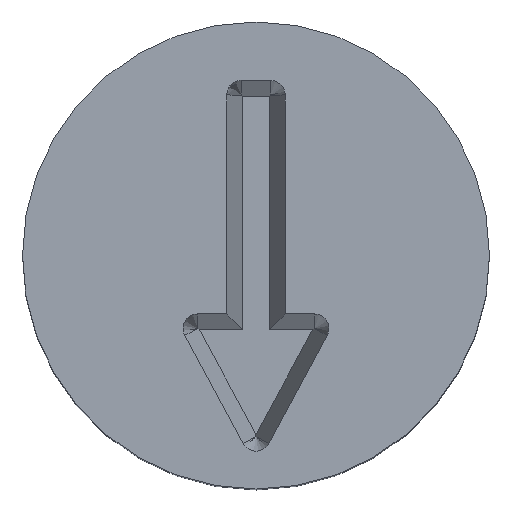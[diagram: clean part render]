
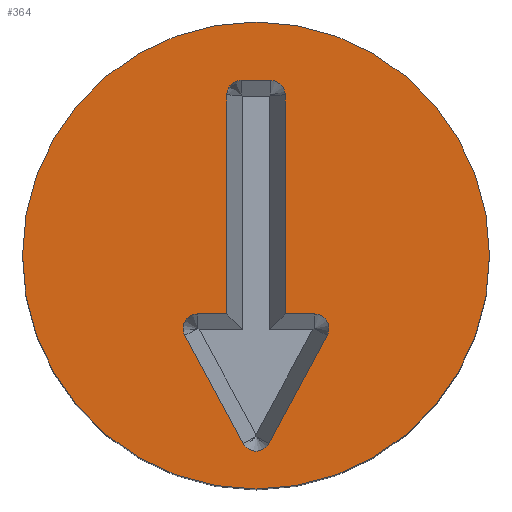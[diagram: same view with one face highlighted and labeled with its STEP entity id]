
A CAD part, top view. The second image highlights one B-rep face of the part: STEP entity #364.
In plain terms, the highlighted planar face has unit normal (0, 0, 1).
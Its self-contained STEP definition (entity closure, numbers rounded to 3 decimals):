
#16=FACE_BOUND('',#93,.T.);
#20=CIRCLE('',#391,0.05);
#21=CIRCLE('',#394,0.05);
#22=CIRCLE('',#397,0.05);
#23=CIRCLE('',#401,0.05);
#32=CIRCLE('',#419,0.8);
#49=PLANE('',#420);
#70=FACE_OUTER_BOUND('',#92,.T.);
#92=EDGE_LOOP('',(#330));
#93=EDGE_LOOP('',(#331,#332,#333,#334,#335,#336,#337,#338,#339,#340,#341,
#342));
#98=LINE('',#564,#132);
#102=LINE('',#572,#136);
#107=LINE('',#584,#141);
#112=LINE('',#596,#146);
#116=LINE('',#606,#150);
#120=LINE('',#614,#154);
#123=LINE('',#621,#157);
#132=VECTOR('',#429,10.);
#136=VECTOR('',#435,10.);
#141=VECTOR('',#446,10.);
#146=VECTOR('',#457,10.);
#150=VECTOR('',#467,10.);
#154=VECTOR('',#473,10.);
#157=VECTOR('',#482,10.);
#163=B_SPLINE_CURVE_WITH_KNOTS('',3,(#551,#552,#553,#554,#555),
 .UNSPECIFIED.,.F.,.F.,(4,1,4),(1.571,2.244,3.142),
 .UNSPECIFIED.);
#164=VERTEX_POINT('',#544);
#166=VERTEX_POINT('',#550);
#167=VERTEX_POINT('',#558);
#170=VERTEX_POINT('',#566);
#173=VERTEX_POINT('',#574);
#174=VERTEX_POINT('',#578);
#177=VERTEX_POINT('',#586);
#178=VERTEX_POINT('',#590);
#181=VERTEX_POINT('',#598);
#182=VERTEX_POINT('',#602);
#184=VERTEX_POINT('',#608);
#187=VERTEX_POINT('',#616);
#195=VERTEX_POINT('',#648);
#197=EDGE_CURVE('',#166,#164,#163,.T.);
#202=EDGE_CURVE('',#167,#166,#98,.T.);
#206=EDGE_CURVE('',#170,#167,#102,.T.);
#207=EDGE_CURVE('',#173,#170,#20,.T.);
#212=EDGE_CURVE('',#174,#173,#107,.T.);
#213=EDGE_CURVE('',#177,#174,#21,.T.);
#218=EDGE_CURVE('',#178,#177,#112,.T.);
#219=EDGE_CURVE('',#181,#178,#22,.T.);
#223=EDGE_CURVE('',#182,#181,#116,.T.);
#227=EDGE_CURVE('',#184,#182,#120,.T.);
#228=EDGE_CURVE('',#187,#184,#23,.T.);
#231=EDGE_CURVE('',#164,#187,#123,.T.);
#243=EDGE_CURVE('',#195,#195,#32,.T.);
#330=ORIENTED_EDGE('',*,*,#243,.F.);
#331=ORIENTED_EDGE('',*,*,#197,.T.);
#332=ORIENTED_EDGE('',*,*,#231,.T.);
#333=ORIENTED_EDGE('',*,*,#228,.T.);
#334=ORIENTED_EDGE('',*,*,#227,.T.);
#335=ORIENTED_EDGE('',*,*,#223,.T.);
#336=ORIENTED_EDGE('',*,*,#219,.T.);
#337=ORIENTED_EDGE('',*,*,#218,.T.);
#338=ORIENTED_EDGE('',*,*,#213,.T.);
#339=ORIENTED_EDGE('',*,*,#212,.T.);
#340=ORIENTED_EDGE('',*,*,#207,.T.);
#341=ORIENTED_EDGE('',*,*,#206,.T.);
#342=ORIENTED_EDGE('',*,*,#202,.T.);
#364=ADVANCED_FACE('',(#70,#16),#49,.F.);
#391=AXIS2_PLACEMENT_3D('',#575,#438,#439);
#394=AXIS2_PLACEMENT_3D('',#587,#449,#450);
#397=AXIS2_PLACEMENT_3D('',#599,#460,#461);
#401=AXIS2_PLACEMENT_3D('',#617,#476,#477);
#419=AXIS2_PLACEMENT_3D('',#649,#518,#519);
#420=AXIS2_PLACEMENT_3D('',#651,#521,#522);
#429=DIRECTION('',(0.,1.,0.));
#435=DIRECTION('',(1.,0.,0.));
#438=DIRECTION('center_axis',(0.,0.,-1.));
#439=DIRECTION('ref_axis',(0.,-1.,0.));
#446=DIRECTION('',(-0.476,0.88,0.));
#449=DIRECTION('center_axis',(0.,0.,-1.));
#450=DIRECTION('ref_axis',(0.88,0.476,0.));
#457=DIRECTION('',(-0.476,-0.88,0.));
#460=DIRECTION('center_axis',(0.,0.,-1.));
#461=DIRECTION('ref_axis',(-0.88,0.476,0.));
#467=DIRECTION('',(1.,0.,0.));
#473=DIRECTION('',(0.,-1.,0.));
#476=DIRECTION('center_axis',(0.,0.,-1.));
#477=DIRECTION('ref_axis',(-1.,0.,0.));
#482=DIRECTION('',(1.,0.,0.));
#518=DIRECTION('center_axis',(0.,0.,-1.));
#519=DIRECTION('ref_axis',(-1.,0.,0.));
#521=DIRECTION('center_axis',(0.,0.,-1.));
#522=DIRECTION('ref_axis',(-1.,0.,0.));
#544=CARTESIAN_POINT('',(-0.05,0.6,2.));
#550=CARTESIAN_POINT('',(-0.1,0.55,2.));
#551=CARTESIAN_POINT('Ctrl Pts',(-0.1,0.55,2.));
#552=CARTESIAN_POINT('Ctrl Pts',(-0.1,0.561,2.));
#553=CARTESIAN_POINT('Ctrl Pts',(-0.091,0.587,
2.));
#554=CARTESIAN_POINT('Ctrl Pts',(-0.065,0.6,2.));
#555=CARTESIAN_POINT('Ctrl Pts',(-0.05,0.6,2.));
#558=CARTESIAN_POINT('',(-0.1,-0.2,2.));
#564=CARTESIAN_POINT('',(-0.1,0.275,2.));
#566=CARTESIAN_POINT('',(-0.2,-0.2,2.));
#572=CARTESIAN_POINT('',(-0.05,-0.2,2.));
#574=CARTESIAN_POINT('',(-0.244,-0.274,2.));
#575=CARTESIAN_POINT('Origin',(-0.2,-0.25,2.));
#578=CARTESIAN_POINT('',(-0.044,-0.644,2.));
#584=CARTESIAN_POINT('',(-0.274,-0.219,2.));
#586=CARTESIAN_POINT('',(0.044,-0.644,2.));
#587=CARTESIAN_POINT('Origin',(0.,-0.62,
2.));
#590=CARTESIAN_POINT('',(0.244,-0.274,2.));
#596=CARTESIAN_POINT('',(0.174,-0.404,2.));
#598=CARTESIAN_POINT('',(0.2,-0.2,2.));
#599=CARTESIAN_POINT('Origin',(0.2,-0.25,2.));
#602=CARTESIAN_POINT('',(0.1,-0.2,2.));
#606=CARTESIAN_POINT('',(0.1,-0.2,2.));
#608=CARTESIAN_POINT('',(0.1,0.55,2.));
#614=CARTESIAN_POINT('',(0.1,-0.1,2.));
#616=CARTESIAN_POINT('',(0.05,0.6,2.));
#617=CARTESIAN_POINT('Origin',(0.05,0.55,2.));
#621=CARTESIAN_POINT('',(0.,0.6,2.));
#648=CARTESIAN_POINT('',(0.8,0.,2.));
#649=CARTESIAN_POINT('Origin',(0.,0.,2.));
#651=CARTESIAN_POINT('Origin',(0.,0.,2.));
